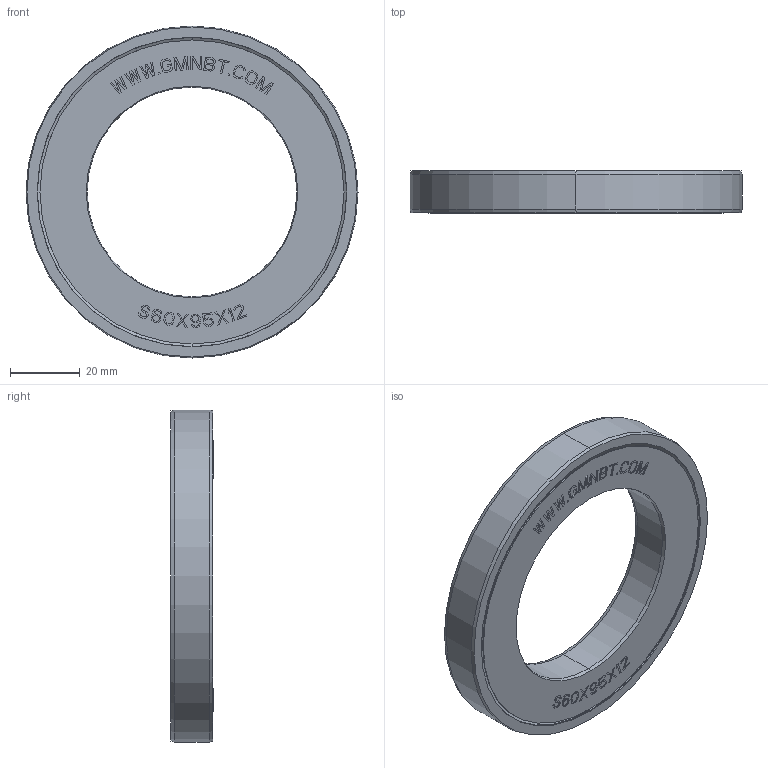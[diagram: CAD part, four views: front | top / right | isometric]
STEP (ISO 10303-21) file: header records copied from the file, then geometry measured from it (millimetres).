
FILE_DESCRIPTION((''),'2;1');
FILE_NAME('S60X95X12_PRT','2014-11-17T',('sales 4'),(''),'PRO/ENGINEER BY PARAMETRIC TECHNOLOGY CORPORATION, 2013150','PRO/ENGINEER BY PARAMETRIC TECHNOLOGY CORPORATION, 2013150','');
FILE_SCHEMA(('AUTOMOTIVE_DESIGN { 1 0 10303 214 1 1 1 1 }'));
Length unit declared in the file: millimetre
Products named in the file (1): S60X95X12_PRT
Bounding box: 95 x 12.07 x 95 mm (x, y, z)
Volume: 48535.2 mm3; surface area: 26219.3 mm2
Topology: 2 solids, 2 shells, 687 faces, 1893 edges, 1238 vertices
Faces by surface type: plane 607, cone 36, torus 32, cylinder 12
Entity records: 27655 total; most frequent: CARTESIAN_POINT 3820, ORIENTED_EDGE 3786, DIRECTION 3387, PRESENTATION_STYLE_ASSIGNMENT 1947, STYLED_ITEM 1925, CURVE_STYLE 1893, EDGE_CURVE 1893, VECTOR 1773
